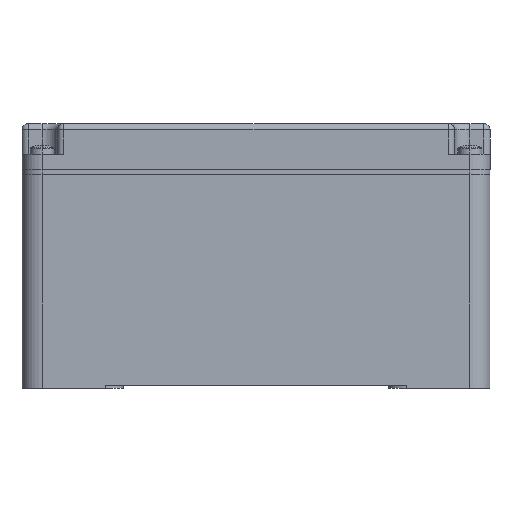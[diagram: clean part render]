
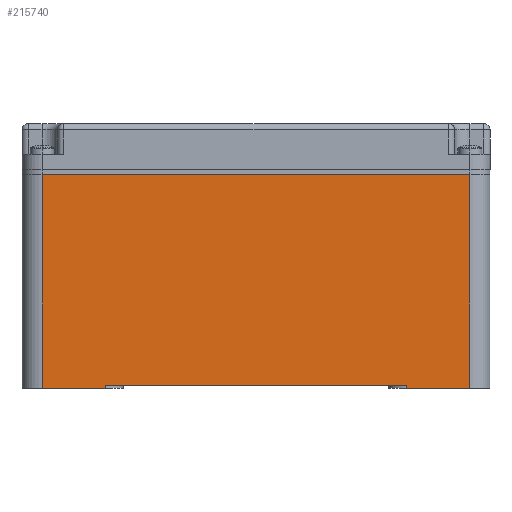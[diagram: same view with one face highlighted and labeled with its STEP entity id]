
A CAD part, left-side view. The second image highlights one B-rep face of the part: STEP entity #215740.
In plain terms, the highlighted planar face has unit normal (-1, 0, 0).
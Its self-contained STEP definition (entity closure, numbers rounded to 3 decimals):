
#180530=CARTESIAN_POINT('',(-17.034,24.745,0.));
#180540=VERTEX_POINT('',#180530);
#180570=CARTESIAN_POINT('',(-17.034,-53.,0.));
#180580=DIRECTION('',(0.,-1.,0.));
#180590=VECTOR('',#180580,1.);
#180600=LINE('',#180570,#180590);
#180610=CARTESIAN_POINT('',(-17.034,4.245,0.));
#180620=VERTEX_POINT('',#180610);
#180630=EDGE_CURVE('',#180540,#180620,#180600,.T.);
#181630=CARTESIAN_POINT('',(-17.034,4.245,1.));
#181640=VERTEX_POINT('',#181630);
#181670=CARTESIAN_POINT('',(-17.034,0.,1.));
#181680=DIRECTION('',(0.,1.,0.));
#181690=VECTOR('',#181680,1.);
#181700=LINE('',#181670,#181690);
#181710=CARTESIAN_POINT('',(-17.034,-93.755,1.));
#181720=VERTEX_POINT('',#181710);
#181730=EDGE_CURVE('',#181720,#181640,#181700,.T.);
#185510=CARTESIAN_POINT('',(-17.034,-93.755,0.));
#185520=VERTEX_POINT('',#185510);
#185550=CARTESIAN_POINT('',(-17.034,0.,0.));
#185560=DIRECTION('',(0.,-1.,0.));
#185570=VECTOR('',#185560,1.);
#185580=LINE('',#185550,#185570);
#185590=CARTESIAN_POINT('',(-17.034,-114.255,0.));
#185600=VERTEX_POINT('',#185590);
#185610=EDGE_CURVE('',#185520,#185600,#185580,.T.);
#210740=CARTESIAN_POINT('',(-17.034,4.245,0.));
#210750=DIRECTION('',(0.,0.,-1.));
#210760=VECTOR('',#210750,1.);
#210770=LINE('',#210740,#210760);
#210780=EDGE_CURVE('',#181640,#180620,#210770,.T.);
#215350=CARTESIAN_POINT('',(-17.034,0.,69.5));
#215360=DIRECTION('',(-1.,0.,0.));
#215370=DIRECTION('',(0.,1.,0.));
#215380=AXIS2_PLACEMENT_3D('',#215350,#215360,#215370);
#215390=PLANE('',#215380);
#215400=ORIENTED_EDGE('',*,*,#180630,.T.);
#215410=CARTESIAN_POINT('',(-17.034,24.745,0.));
#215420=DIRECTION('',(0.,0.,1.));
#215430=VECTOR('',#215420,1.);
#215440=LINE('',#215410,#215430);
#215450=CARTESIAN_POINT('',(-17.034,24.745,69.5));
#215460=VERTEX_POINT('',#215450);
#215470=EDGE_CURVE('',#180540,#215460,#215440,.T.);
#215480=ORIENTED_EDGE('',*,*,#215470,.F.);
#215490=CARTESIAN_POINT('',(-17.034,0.,69.5));
#215500=DIRECTION('',(0.,-1.,0.));
#215510=VECTOR('',#215500,1.);
#215520=LINE('',#215490,#215510);
#215530=CARTESIAN_POINT('',(-17.034,-114.255,69.5));
#215540=VERTEX_POINT('',#215530);
#215550=EDGE_CURVE('',#215460,#215540,#215520,.T.);
#215560=ORIENTED_EDGE('',*,*,#215550,.F.);
#215570=CARTESIAN_POINT('',(-17.034,-114.255,0.));
#215580=DIRECTION('',(0.,0.,-1.));
#215590=VECTOR('',#215580,1.);
#215600=LINE('',#215570,#215590);
#215610=EDGE_CURVE('',#215540,#185600,#215600,.T.);
#215620=ORIENTED_EDGE('',*,*,#215610,.F.);
#215630=ORIENTED_EDGE('',*,*,#185610,.T.);
#215640=CARTESIAN_POINT('',(-17.034,-93.755,0.));
#215650=DIRECTION('',(0.,0.,-1.));
#215660=VECTOR('',#215650,1.);
#215670=LINE('',#215640,#215660);
#215680=EDGE_CURVE('',#181720,#185520,#215670,.T.);
#215690=ORIENTED_EDGE('',*,*,#215680,.T.);
#215700=ORIENTED_EDGE('',*,*,#181730,.F.);
#215710=ORIENTED_EDGE('',*,*,#210780,.F.);
#215720=EDGE_LOOP('',(#215710,#215700,#215690,#215630,#215620,#215560,
#215480,#215400));
#215730=FACE_OUTER_BOUND('',#215720,.T.);
#215740=ADVANCED_FACE('',(#215730),#215390,.T.);
